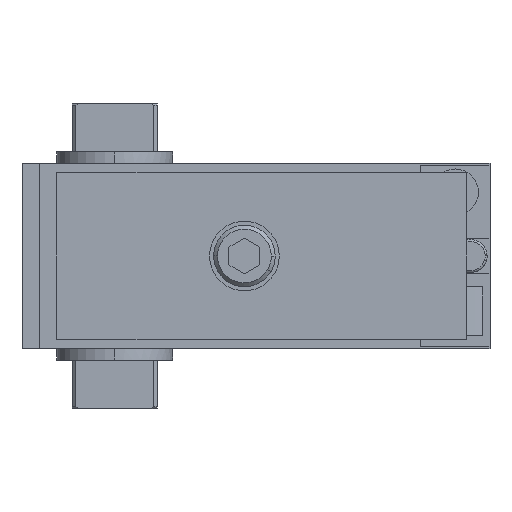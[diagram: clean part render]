
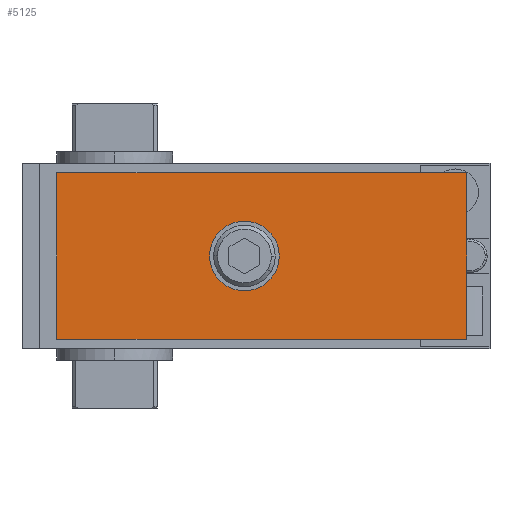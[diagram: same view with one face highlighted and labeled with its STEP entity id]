
A CAD part, left-side view. The second image highlights one B-rep face of the part: STEP entity #5125.
In plain terms, the highlighted planar face has unit normal (-1, 0, 0).
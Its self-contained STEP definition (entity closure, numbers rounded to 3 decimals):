
#5099=AXIS2_PLACEMENT_3D('Plane Axis2P3D',#5096,#5097,#5098) ;
#5109=AXIS2_PLACEMENT_3D('Circle Axis2P3D',#5107,#5108,$) ;
#5118=AXIS2_PLACEMENT_3D('Circle Axis2P3D',#5116,#5117,$) ;
#4239=CARTESIAN_POINT('Vertex',(-262.,-91.,-21.5)) ;
#4246=CARTESIAN_POINT('Vertex',(-262.,-91.,21.5)) ;
#4249=CARTESIAN_POINT('Line Origine',(-262.,-91.,0.)) ;
#4313=CARTESIAN_POINT('Vertex',(-262.,15.,-21.5)) ;
#4316=CARTESIAN_POINT('Line Origine',(-262.,-38.,-21.5)) ;
#4344=CARTESIAN_POINT('Vertex',(-262.,15.,21.5)) ;
#4347=CARTESIAN_POINT('Line Origine',(-262.,15.,0.)) ;
#4371=CARTESIAN_POINT('Line Origine',(-262.,-38.,21.5)) ;
#5096=CARTESIAN_POINT('Axis2P3D Location',(-262.,0.,0.)) ;
#5107=CARTESIAN_POINT('Axis2P3D Location',(-262.,-33.5,0.)) ;
#5111=CARTESIAN_POINT('Vertex',(-262.,-42.5,0.)) ;
#5113=CARTESIAN_POINT('Vertex',(-262.,-24.5,0.)) ;
#5116=CARTESIAN_POINT('Axis2P3D Location',(-262.,-33.5,0.)) ;
#4250=DIRECTION('Vector Direction',(0.,0.,-1.)) ;
#4317=DIRECTION('Vector Direction',(0.,1.,0.)) ;
#4348=DIRECTION('Vector Direction',(0.,0.,1.)) ;
#4372=DIRECTION('Vector Direction',(0.,-1.,0.)) ;
#5097=DIRECTION('Axis2P3D Direction',(-1.,0.,0.)) ;
#5098=DIRECTION('Axis2P3D XDirection',(0.,-1.,0.)) ;
#5108=DIRECTION('Axis2P3D Direction',(-1.,0.,0.)) ;
#5117=DIRECTION('Axis2P3D Direction',(-1.,0.,0.)) ;
#4251=VECTOR('Line Direction',#4250,1.) ;
#4318=VECTOR('Line Direction',#4317,1.) ;
#4349=VECTOR('Line Direction',#4348,1.) ;
#4373=VECTOR('Line Direction',#4372,1.) ;
#5102=ORIENTED_EDGE('',*,*,#4375,.T.) ;
#5103=ORIENTED_EDGE('',*,*,#4351,.T.) ;
#5104=ORIENTED_EDGE('',*,*,#4320,.T.) ;
#5105=ORIENTED_EDGE('',*,*,#4253,.T.) ;
#5122=ORIENTED_EDGE('',*,*,#5115,.F.) ;
#5123=ORIENTED_EDGE('',*,*,#5120,.F.) ;
#5124=FACE_BOUND('',#5121,.T.) ;
#5125=ADVANCED_FACE('U_63_BR5_A00_T24_2_TUENKERS',(#5106,#5124),#5100,.T.) ;
#5110=CIRCLE('generated circle',#5109,9.) ;
#5119=CIRCLE('generated circle',#5118,9.) ;
#4253=EDGE_CURVE('',#4240,#4247,#4252,.F.) ;
#4320=EDGE_CURVE('',#4314,#4240,#4319,.F.) ;
#4351=EDGE_CURVE('',#4345,#4314,#4350,.F.) ;
#4375=EDGE_CURVE('',#4247,#4345,#4374,.F.) ;
#5115=EDGE_CURVE('',#5112,#5114,#5110,.T.) ;
#5120=EDGE_CURVE('',#5114,#5112,#5119,.T.) ;
#5101=EDGE_LOOP('',(#5102,#5103,#5104,#5105)) ;
#5121=EDGE_LOOP('',(#5122,#5123)) ;
#5106=FACE_OUTER_BOUND('',#5101,.T.) ;
#4252=LINE('Line',#4249,#4251) ;
#4319=LINE('Line',#4316,#4318) ;
#4350=LINE('Line',#4347,#4349) ;
#4374=LINE('Line',#4371,#4373) ;
#5100=PLANE('Plane',#5099) ;
#4240=VERTEX_POINT('',#4239) ;
#4247=VERTEX_POINT('',#4246) ;
#4314=VERTEX_POINT('',#4313) ;
#4345=VERTEX_POINT('',#4344) ;
#5112=VERTEX_POINT('',#5111) ;
#5114=VERTEX_POINT('',#5113) ;
